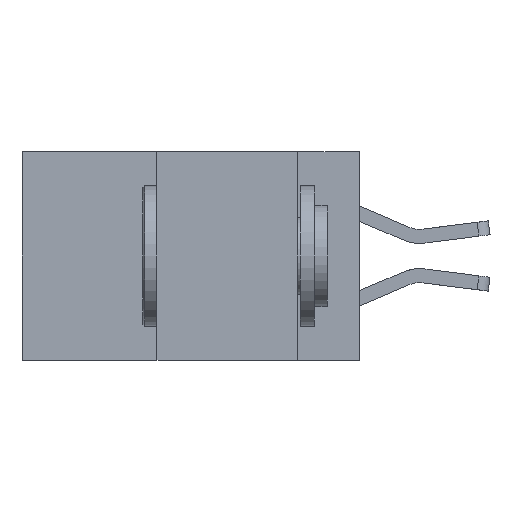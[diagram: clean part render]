
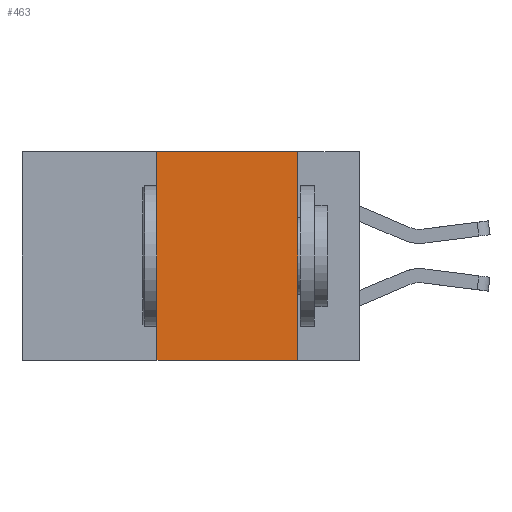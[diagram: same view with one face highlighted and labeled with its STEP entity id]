
A CAD part, left-side view. The second image highlights one B-rep face of the part: STEP entity #463.
In plain terms, the highlighted planar face has unit normal (-1, 0, 0).
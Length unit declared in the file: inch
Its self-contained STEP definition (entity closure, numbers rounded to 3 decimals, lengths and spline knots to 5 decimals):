
#463 = ADVANCED_FACE ( 'NONE', ( #9879 ), #9715, .F. ) ;
#819 = VERTEX_POINT ( 'NONE', #4274 ) ;
#907 = LINE ( 'NONE', #9210, #5418 ) ;
#1449 = LINE ( 'NONE', #2238, #5620 ) ;
#1707 = VECTOR ( 'NONE', #5147, 39.37008 ) ;
#1777 = VERTEX_POINT ( 'NONE', #8416 ) ;
#2098 = ORIENTED_EDGE ( 'NONE', *, *, #8236, .F. ) ;
#2238 = CARTESIAN_POINT ( 'NONE',  ( 0., 0.6, -0.37 ) ) ;
#2388 = CARTESIAN_POINT ( 'NONE',  ( 0., 0.36, 0. ) ) ;
#2757 = DIRECTION ( 'NONE',  ( 0., -1., 0. ) ) ;
#2809 = LINE ( 'NONE', #2388, #9409 ) ;
#3499 = CARTESIAN_POINT ( 'NONE',  ( 0., 0.36, -0.37 ) ) ;
#4237 = AXIS2_PLACEMENT_3D ( 'NONE', #7660, #9567, #10249 ) ;
#4274 = CARTESIAN_POINT ( 'NONE',  ( 0., 0.36, 0. ) ) ;
#4358 = LINE ( 'NONE', #11103, #1707 ) ;
#4441 = EDGE_CURVE ( 'NONE', #5192, #9603, #1449, .T. ) ;
#5147 = DIRECTION ( 'NONE',  ( 0., 0., -1. ) ) ;
#5192 = VERTEX_POINT ( 'NONE', #3499 ) ;
#5418 = VECTOR ( 'NONE', #8334, 39.37008 ) ;
#5620 = VECTOR ( 'NONE', #2757, 39.37008 ) ;
#5826 = EDGE_CURVE ( 'NONE', #1777, #9603, #4358, .T. ) ;
#7660 = CARTESIAN_POINT ( 'NONE',  ( 0., 0.6, 0. ) ) ;
#7733 = EDGE_CURVE ( 'NONE', #5192, #819, #2809, .T. ) ;
#8236 = EDGE_CURVE ( 'NONE', #819, #1777, #907, .T. ) ;
#8334 = DIRECTION ( 'NONE',  ( 0., -1., 0. ) ) ;
#8416 = CARTESIAN_POINT ( 'NONE',  ( 0., 0.11, 0. ) ) ;
#8423 = DIRECTION ( 'NONE',  ( 0., 0., 1. ) ) ;
#8731 = ORIENTED_EDGE ( 'NONE', *, *, #5826, .F. ) ;
#9030 = CARTESIAN_POINT ( 'NONE',  ( 0., 0.11, -0.37 ) ) ;
#9210 = CARTESIAN_POINT ( 'NONE',  ( 0., 0.6, 0. ) ) ;
#9267 = ORIENTED_EDGE ( 'NONE', *, *, #7733, .F. ) ;
#9409 = VECTOR ( 'NONE', #8423, 39.37008 ) ;
#9532 = ORIENTED_EDGE ( 'NONE', *, *, #4441, .T. ) ;
#9567 = DIRECTION ( 'NONE',  ( 1., 0., 0. ) ) ;
#9603 = VERTEX_POINT ( 'NONE', #9030 ) ;
#9715 = PLANE ( 'NONE',  #4237 ) ;
#9879 = FACE_OUTER_BOUND ( 'NONE', #10573, .T. ) ;
#10249 = DIRECTION ( 'NONE',  ( 0., 0., -1. ) ) ;
#10573 = EDGE_LOOP ( 'NONE', ( #8731, #2098, #9267, #9532 ) ) ;
#11103 = CARTESIAN_POINT ( 'NONE',  ( 0., 0.11, 0. ) ) ;
